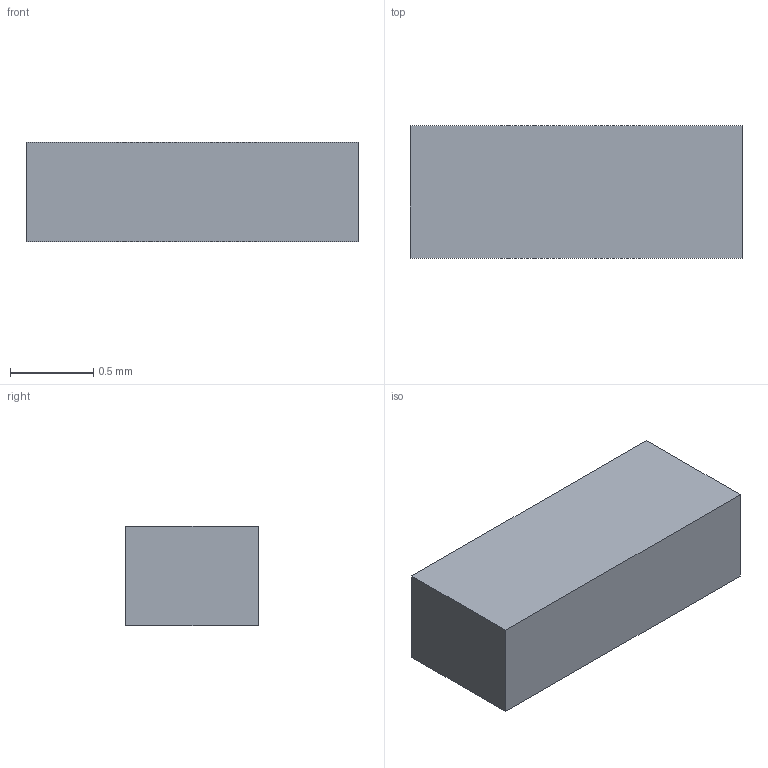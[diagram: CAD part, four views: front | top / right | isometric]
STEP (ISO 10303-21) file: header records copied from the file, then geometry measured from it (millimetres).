
FILE_DESCRIPTION (( 'STEP AP214' ), '1' );
FILE_NAME ('SFH 7015.STEP', '2024-07-21T13:16:09', ( '' ), ( '' ), 'SwSTEP 2.0', 'SolidWorks 2016', '' );
FILE_SCHEMA (( 'AUTOMOTIVE_DESIGN' ));
Length unit declared in the file: millimetre
Products named in the file (1): SFH 7015
Bounding box: 2 x 0.8 x 0.6 mm (x, y, z)
Volume: 1 mm3; surface area: 6.6 mm2
Topology: 1 solids, 1 shells, 30 faces, 69 edges, 46 vertices
Faces by surface type: plane 30
Entity records: 878 total; most frequent: CARTESIAN_POINT 146, ORIENTED_EDGE 138, DIRECTION 131, LINE 69, VECTOR 69, EDGE_CURVE 69, VERTEX_POINT 46, EDGE_LOOP 35
